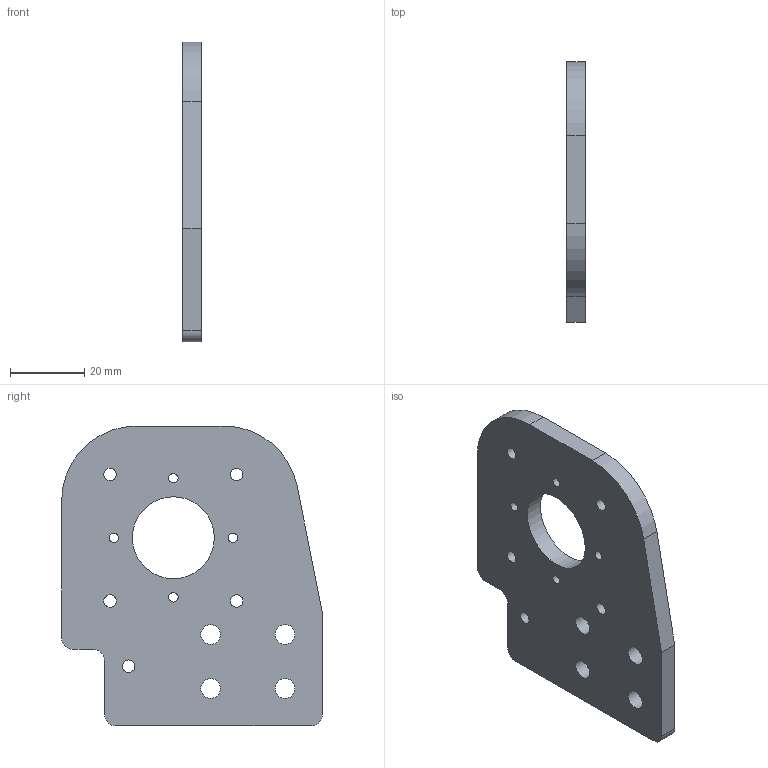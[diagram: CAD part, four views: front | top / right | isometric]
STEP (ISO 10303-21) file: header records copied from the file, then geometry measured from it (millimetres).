
FILE_DESCRIPTION(/* description */ (''),/* implementation_level */ '2;1');
FILE_NAME(/* name */ 'DOF1 Motor and Shaft Mount.step',/* time_stamp */ '2022-09-15T08:20:21+02:00',/* author */ (''),/* organization */ (''),/* preprocessor_version */ 'ST-DEVELOPER v19',/* originating_system */ 'Autodesk Translation Framework v11.7.0.108',/* authorisation */ '');
FILE_SCHEMA (('AUTOMOTIVE_DESIGN { 1 0 10303 214 3 1 1 }'));
Length unit declared in the file: millimetre
Products named in the file (1): DOF1 Motor and Shaft Mount
Bounding box: 5 x 70 x 80.55 mm (x, y, z)
Volume: 22385.8 mm3; surface area: 11418.7 mm2
Topology: 1 solids, 1 shells, 29 faces, 81 edges, 54 vertices
Faces by surface type: cylinder 20, plane 9
Full cylindrical faces by diameter (mm): 2.529 x4, 3.332 x5, 5.3 x4, 22 x1
Entity records: 1040 total; most frequent: DIRECTION 181, CARTESIAN_POINT 165, ORIENTED_EDGE 162, EDGE_CURVE 81, AXIS2_PLACEMENT_3D 70, EDGE_LOOP 57, VERTEX_POINT 54, LINE 41
